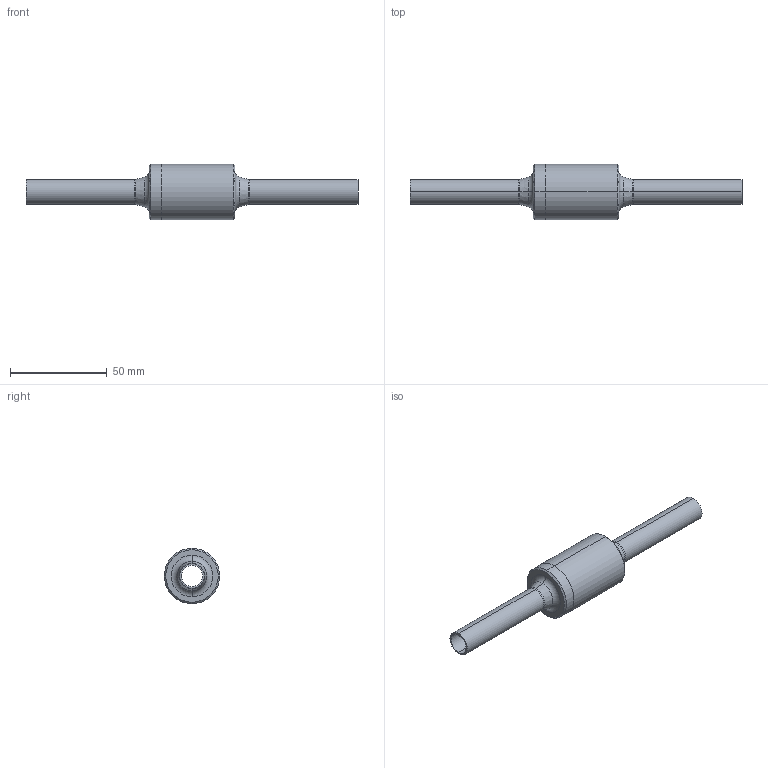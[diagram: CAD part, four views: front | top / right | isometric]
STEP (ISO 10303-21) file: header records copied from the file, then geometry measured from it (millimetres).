
FILE_DESCRIPTION (( 'STEP AP214' ), '1' );
FILE_NAME ('14003000 A Step.STEP', '2014-07-29T22:34:35', ( '' ), ( '' ), 'SwSTEP 2.0', 'SolidWorks 2014', '' );
FILE_SCHEMA (( 'AUTOMOTIVE_DESIGN' ));
Length unit declared in the file: inch
Products named in the file (3): 14003100 A; 14003000 A Step; 14003101 A
Assembly tree (2 placements, depth 2):
  14003000 A Step
    14003100 A
    14003101 A
Bounding box: 171.25 x 28.57 x 28.57 mm (x, y, z)
Volume: 22626.4 mm3; surface area: 20989.5 mm2
Topology: 2 solids, 2 shells, 148 faces, 350 edges, 206 vertices
Faces by surface type: cylinder 66, cone 30, torus 28, plane 24
Entity records: 5894 total; most frequent: CARTESIAN_POINT 2339, DIRECTION 738, ORIENTED_EDGE 700, EDGE_CURVE 350, AXIS2_PLACEMENT_3D 299, VERTEX_POINT 206, EDGE_LOOP 180, ADVANCED_FACE 148
